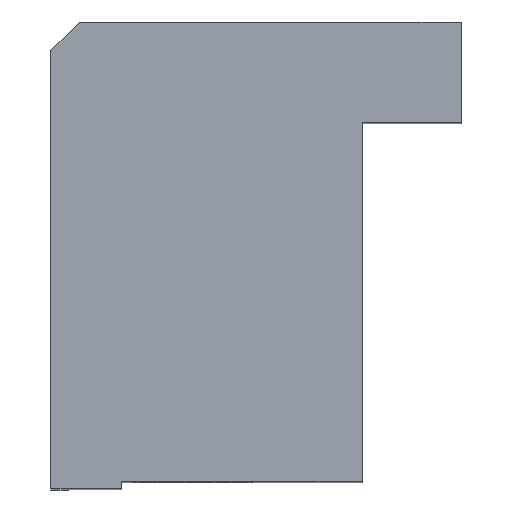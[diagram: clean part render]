
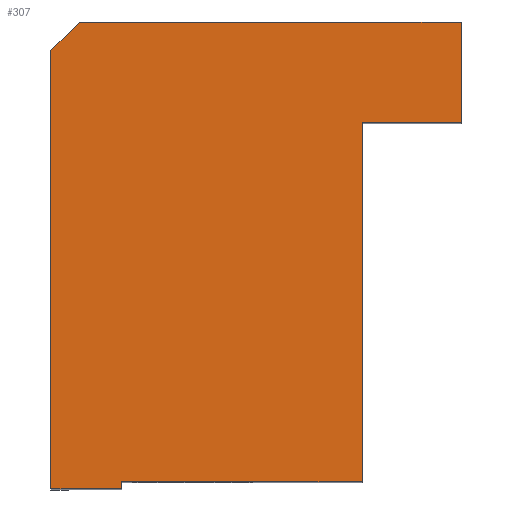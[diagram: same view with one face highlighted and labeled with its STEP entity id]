
A CAD part, top view. The second image highlights one B-rep face of the part: STEP entity #307.
In plain terms, the highlighted planar face has unit normal (0, 0, 1).
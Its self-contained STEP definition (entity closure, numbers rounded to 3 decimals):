
#49=FACE_OUTER_BOUND('',#72,.T.);
#72=EDGE_LOOP('',(#269,#270,#271,#272,#273,#274,#275,#276,#277));
#75=LINE('',#447,#106);
#79=LINE('',#454,#110);
#88=LINE('',#473,#119);
#90=LINE('',#476,#121);
#95=LINE('',#505,#126);
#97=LINE('',#509,#128);
#99=LINE('',#513,#130);
#101=LINE('',#517,#132);
#103=LINE('',#520,#134);
#106=VECTOR('',#362,10.);
#110=VECTOR('',#368,10.);
#119=VECTOR('',#381,10.);
#121=VECTOR('',#385,10.);
#126=VECTOR('',#420,10.);
#128=VECTOR('',#424,10.);
#130=VECTOR('',#428,10.);
#132=VECTOR('',#432,10.);
#134=VECTOR('',#436,10.);
#137=VERTEX_POINT('',#444);
#138=VERTEX_POINT('',#446);
#140=VERTEX_POINT('',#452);
#147=VERTEX_POINT('',#470);
#148=VERTEX_POINT('',#472);
#157=VERTEX_POINT('',#504);
#158=VERTEX_POINT('',#508);
#159=VERTEX_POINT('',#512);
#160=VERTEX_POINT('',#516);
#163=EDGE_CURVE('',#137,#138,#75,.T.);
#167=EDGE_CURVE('',#137,#140,#79,.T.);
#176=EDGE_CURVE('',#147,#148,#88,.T.);
#178=EDGE_CURVE('',#148,#140,#90,.T.);
#191=EDGE_CURVE('',#157,#138,#95,.T.);
#193=EDGE_CURVE('',#158,#157,#97,.T.);
#195=EDGE_CURVE('',#159,#158,#99,.T.);
#197=EDGE_CURVE('',#160,#159,#101,.T.);
#199=EDGE_CURVE('',#147,#160,#103,.T.);
#269=ORIENTED_EDGE('',*,*,#163,.F.);
#270=ORIENTED_EDGE('',*,*,#167,.T.);
#271=ORIENTED_EDGE('',*,*,#178,.F.);
#272=ORIENTED_EDGE('',*,*,#176,.F.);
#273=ORIENTED_EDGE('',*,*,#199,.T.);
#274=ORIENTED_EDGE('',*,*,#197,.T.);
#275=ORIENTED_EDGE('',*,*,#195,.T.);
#276=ORIENTED_EDGE('',*,*,#193,.T.);
#277=ORIENTED_EDGE('',*,*,#191,.T.);
#290=PLANE('',#355);
#307=ADVANCED_FACE('',(#49),#290,.T.);
#355=AXIS2_PLACEMENT_3D('',#521,#437,#438);
#362=DIRECTION('',(0.707,0.707,0.));
#368=DIRECTION('',(0.,-1.,0.));
#381=DIRECTION('',(0.,-1.,0.));
#385=DIRECTION('',(-1.,0.,0.));
#420=DIRECTION('',(-1.,0.,0.));
#424=DIRECTION('',(0.,1.,0.));
#428=DIRECTION('',(1.,0.,0.));
#432=DIRECTION('',(0.,1.,0.));
#436=DIRECTION('',(1.,0.,0.));
#437=DIRECTION('center_axis',(0.,0.,1.));
#438=DIRECTION('ref_axis',(1.,0.,0.));
#444=CARTESIAN_POINT('',(0.,30.5,25.));
#446=CARTESIAN_POINT('',(2.,32.5,25.));
#447=CARTESIAN_POINT('',(0.563,31.063,25.));
#452=CARTESIAN_POINT('',(0.,-0.5,25.));
#454=CARTESIAN_POINT('',(0.,0.,25.));
#470=CARTESIAN_POINT('',(5.,0.,25.));
#472=CARTESIAN_POINT('',(5.,-0.5,25.));
#473=CARTESIAN_POINT('',(5.,0.,25.));
#476=CARTESIAN_POINT('',(0.,-0.5,25.));
#504=CARTESIAN_POINT('',(29.,32.5,25.));
#505=CARTESIAN_POINT('',(0.,32.5,25.));
#508=CARTESIAN_POINT('',(29.,25.4,25.));
#509=CARTESIAN_POINT('',(29.,32.5,25.));
#512=CARTESIAN_POINT('',(22.,25.4,25.));
#513=CARTESIAN_POINT('',(29.,25.4,25.));
#516=CARTESIAN_POINT('',(22.,0.,25.));
#517=CARTESIAN_POINT('',(22.,25.4,25.));
#520=CARTESIAN_POINT('',(22.,0.,25.));
#521=CARTESIAN_POINT('Origin',(13.054,17.696,25.));
